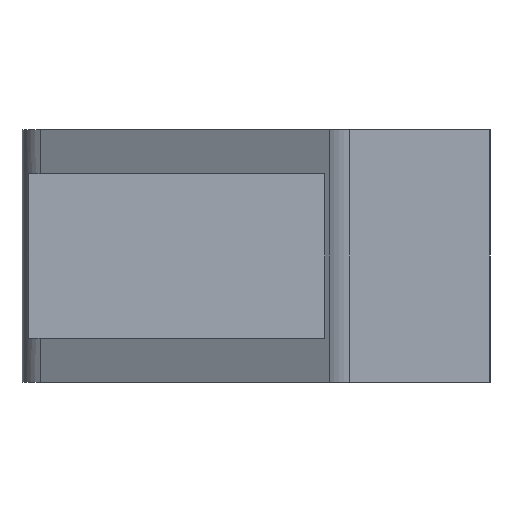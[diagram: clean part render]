
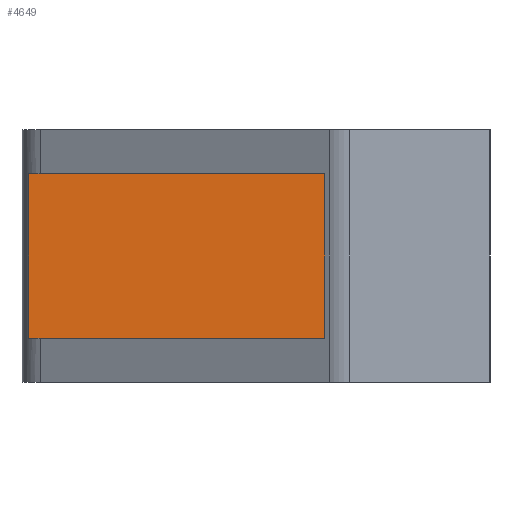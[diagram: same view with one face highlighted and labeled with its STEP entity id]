
A CAD part, left-side view. The second image highlights one B-rep face of the part: STEP entity #4649.
In plain terms, the highlighted planar face has unit normal (-1, 0, 0).
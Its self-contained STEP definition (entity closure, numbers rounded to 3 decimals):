
#346 = CARTESIAN_POINT ( 'NONE',  ( -47.221, 13.096, 3.5 ) ) ;
#439 = VECTOR ( 'NONE', #4114, 1000. ) ;
#761 = CARTESIAN_POINT ( 'NONE',  ( -47.221, 36.576, 20. ) ) ;
#921 = CARTESIAN_POINT ( 'NONE',  ( -47.221, 36.576, 3.5 ) ) ;
#925 = AXIS2_PLACEMENT_3D ( 'NONE', #4214, #1001, #4760 ) ;
#1001 = DIRECTION ( 'NONE',  ( 1., 0., 0. ) ) ;
#1172 = CARTESIAN_POINT ( 'NONE',  ( -47.221, 13.096, 16.5 ) ) ;
#1200 = ORIENTED_EDGE ( 'NONE', *, *, #5099, .F. ) ;
#1239 = CARTESIAN_POINT ( 'NONE',  ( -47.221, 13.096, 3.5 ) ) ;
#1373 = VERTEX_POINT ( 'NONE', #1239 ) ;
#1470 = VECTOR ( 'NONE', #5610, 1000. ) ;
#1957 = EDGE_CURVE ( 'NONE', #1373, #3901, #5834, .T. ) ;
#2545 = VERTEX_POINT ( 'NONE', #5696 ) ;
#2781 = DIRECTION ( 'NONE',  ( 0., 1., 0. ) ) ;
#3004 = VERTEX_POINT ( 'NONE', #5966 ) ;
#3901 = VERTEX_POINT ( 'NONE', #921 ) ;
#3943 = ORIENTED_EDGE ( 'NONE', *, *, #3983, .F. ) ;
#3983 = EDGE_CURVE ( 'NONE', #3004, #1373, #6201, .T. ) ;
#4114 = DIRECTION ( 'NONE',  ( 0., 1., 0. ) ) ;
#4214 = CARTESIAN_POINT ( 'NONE',  ( -47.221, 13.096, 3.5 ) ) ;
#4298 = ORIENTED_EDGE ( 'NONE', *, *, #1957, .F. ) ;
#4649 = ADVANCED_FACE ( 'NONE', ( #6877 ), #5824, .F. ) ;
#4742 = ORIENTED_EDGE ( 'NONE', *, *, #5649, .T. ) ;
#4760 = DIRECTION ( 'NONE',  ( 0., 1., 0. ) ) ;
#4909 = VECTOR ( 'NONE', #6943, 1000. ) ;
#5099 = EDGE_CURVE ( 'NONE', #3901, #2545, #5770, .T. ) ;
#5610 = DIRECTION ( 'NONE',  ( 0., 0., 1. ) ) ;
#5649 = EDGE_CURVE ( 'NONE', #3004, #2545, #6528, .T. ) ;
#5696 = CARTESIAN_POINT ( 'NONE',  ( -47.221, 36.576, 16.5 ) ) ;
#5770 = LINE ( 'NONE', #761, #1470 ) ;
#5824 = PLANE ( 'NONE',  #925 ) ;
#5834 = LINE ( 'NONE', #346, #439 ) ;
#5929 = EDGE_LOOP ( 'NONE', ( #4298, #3943, #4742, #1200 ) ) ;
#5966 = CARTESIAN_POINT ( 'NONE',  ( -47.221, 13.096, 16.5 ) ) ;
#6196 = VECTOR ( 'NONE', #2781, 1000. ) ;
#6201 = LINE ( 'NONE', #6917, #4909 ) ;
#6528 = LINE ( 'NONE', #1172, #6196 ) ;
#6877 = FACE_OUTER_BOUND ( 'NONE', #5929, .T. ) ;
#6917 = CARTESIAN_POINT ( 'NONE',  ( -47.221, 13.096, 3.5 ) ) ;
#6943 = DIRECTION ( 'NONE',  ( 0., 0., -1. ) ) ;
